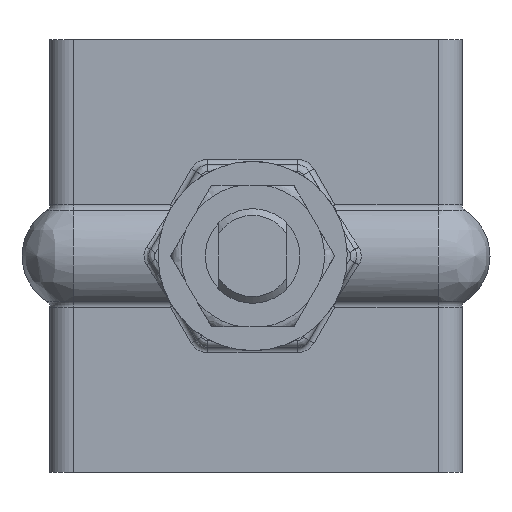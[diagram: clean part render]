
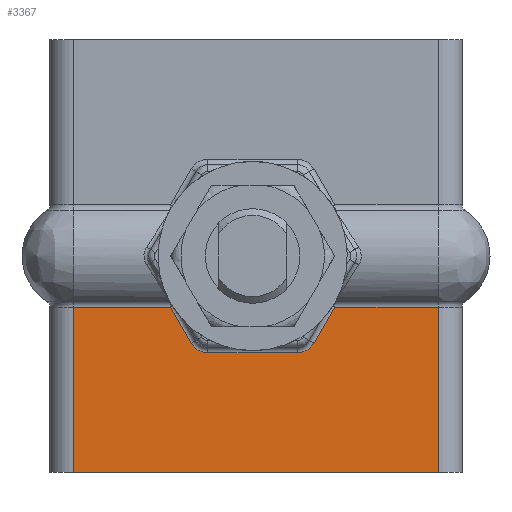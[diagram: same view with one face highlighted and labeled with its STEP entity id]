
A CAD part, left-side view. The second image highlights one B-rep face of the part: STEP entity #3367.
In plain terms, the highlighted planar face has unit normal (-1, 0, 0).
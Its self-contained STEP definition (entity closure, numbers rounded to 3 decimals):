
#146=PLANE('',#3742);
#347=FACE_OUTER_BOUND('',#564,.T.);
#564=EDGE_LOOP('',(#2391,#2392,#2393,#2394,#2395,#2396,#2397,#2398,#2399,
#2400));
#765=LINE('',#5730,#976);
#766=LINE('',#5741,#977);
#768=LINE('',#5753,#979);
#770=LINE('',#5846,#981);
#772=LINE('',#5852,#983);
#773=LINE('',#5854,#984);
#774=LINE('',#5856,#985);
#775=LINE('',#5857,#986);
#976=VECTOR('',#4256,10.);
#977=VECTOR('',#4269,10.);
#979=VECTOR('',#4283,10.);
#981=VECTOR('',#4299,10.);
#983=VECTOR('',#4305,10.);
#984=VECTOR('',#4306,10.);
#985=VECTOR('',#4307,10.);
#986=VECTOR('',#4308,10.);
#1208=CIRCLE('',#3724,2.8);
#1212=CIRCLE('',#3730,2.8);
#1423=VERTEX_POINT('',#5724);
#1424=VERTEX_POINT('',#5728);
#1426=VERTEX_POINT('',#5733);
#1428=VERTEX_POINT('',#5739);
#1430=VERTEX_POINT('',#5745);
#1432=VERTEX_POINT('',#5751);
#1436=VERTEX_POINT('',#5845);
#1438=VERTEX_POINT('',#5851);
#1439=VERTEX_POINT('',#5853);
#1440=VERTEX_POINT('',#5855);
#1771=EDGE_CURVE('',#1424,#1423,#765,.T.);
#1773=EDGE_CURVE('',#1426,#1424,#1208,.T.);
#1776=EDGE_CURVE('',#1428,#1426,#766,.T.);
#1779=EDGE_CURVE('',#1430,#1428,#1212,.T.);
#1782=EDGE_CURVE('',#1432,#1430,#768,.T.);
#1791=EDGE_CURVE('',#1423,#1436,#770,.T.);
#1794=EDGE_CURVE('',#1438,#1432,#772,.T.);
#1795=EDGE_CURVE('',#1439,#1438,#773,.T.);
#1796=EDGE_CURVE('',#1439,#1440,#774,.T.);
#1797=EDGE_CURVE('',#1440,#1436,#775,.T.);
#2391=ORIENTED_EDGE('',*,*,#1771,.F.);
#2392=ORIENTED_EDGE('',*,*,#1773,.F.);
#2393=ORIENTED_EDGE('',*,*,#1776,.F.);
#2394=ORIENTED_EDGE('',*,*,#1779,.F.);
#2395=ORIENTED_EDGE('',*,*,#1782,.F.);
#2396=ORIENTED_EDGE('',*,*,#1794,.F.);
#2397=ORIENTED_EDGE('',*,*,#1795,.F.);
#2398=ORIENTED_EDGE('',*,*,#1796,.T.);
#2399=ORIENTED_EDGE('',*,*,#1797,.T.);
#2400=ORIENTED_EDGE('',*,*,#1791,.F.);
#3367=ADVANCED_FACE('',(#347),#146,.T.);
#3724=AXIS2_PLACEMENT_3D('',#5735,#4261,#4262);
#3730=AXIS2_PLACEMENT_3D('',#5747,#4275,#4276);
#3742=AXIS2_PLACEMENT_3D('',#5850,#4303,#4304);
#4256=DIRECTION('',(0.,-0.5,0.866));
#4261=DIRECTION('center_axis',(-1.,0.,0.));
#4262=DIRECTION('ref_axis',(0.,-0.5,-0.866));
#4269=DIRECTION('',(0.,-1.,0.));
#4275=DIRECTION('center_axis',(-1.,0.,0.));
#4276=DIRECTION('ref_axis',(0.,0.5,-0.866));
#4283=DIRECTION('',(0.,-0.5,-0.866));
#4299=DIRECTION('',(0.,-1.,0.));
#4303=DIRECTION('center_axis',(-1.,0.,0.));
#4304=DIRECTION('ref_axis',(0.,0.,1.));
#4305=DIRECTION('',(0.,-1.,0.));
#4306=DIRECTION('',(0.,0.,1.));
#4307=DIRECTION('',(0.,-1.,0.));
#4308=DIRECTION('',(0.,0.,1.));
#5724=CARTESIAN_POINT('',(-2.5,16.356,24.433));
#5728=CARTESIAN_POINT('',(-2.5,19.436,19.1));
#5730=CARTESIAN_POINT('',(-2.5,21.555,15.429));
#5733=CARTESIAN_POINT('',(-2.5,21.86,17.7));
#5735=CARTESIAN_POINT('Origin',(-2.5,21.86,20.5));
#5739=CARTESIAN_POINT('',(-2.5,35.14,17.7));
#5741=CARTESIAN_POINT('',(-2.5,18.647,17.7));
#5745=CARTESIAN_POINT('',(-2.5,37.564,19.1));
#5747=CARTESIAN_POINT('Origin',(-2.5,35.14,20.5));
#5751=CARTESIAN_POINT('',(-2.5,40.644,24.433));
#5753=CARTESIAN_POINT('',(-2.5,32.467,10.271));
#5845=CARTESIAN_POINT('',(-2.5,1.,24.433));
#5846=CARTESIAN_POINT('',(-2.5,55.,24.433));
#5850=CARTESIAN_POINT('Origin',(-2.5,1.,0.));
#5851=CARTESIAN_POINT('',(-2.5,55.,24.433));
#5852=CARTESIAN_POINT('',(-2.5,55.,24.433));
#5853=CARTESIAN_POINT('',(-2.5,55.,0.));
#5854=CARTESIAN_POINT('',(-2.5,55.,0.));
#5855=CARTESIAN_POINT('',(-2.5,1.,0.));
#5856=CARTESIAN_POINT('',(-2.5,55.,0.));
#5857=CARTESIAN_POINT('',(-2.5,1.,0.));
